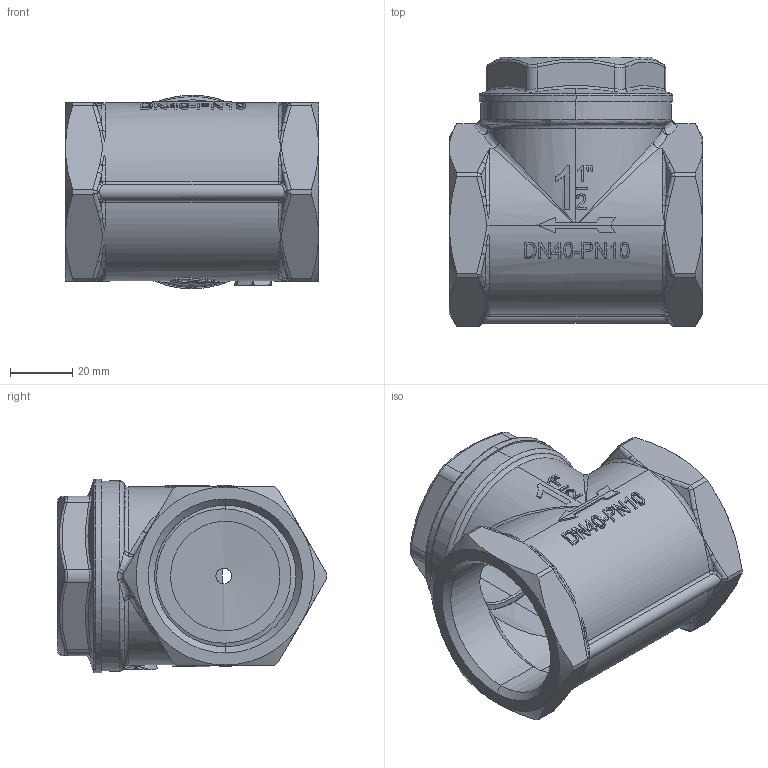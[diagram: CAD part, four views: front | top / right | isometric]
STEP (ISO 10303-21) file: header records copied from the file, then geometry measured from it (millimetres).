
FILE_DESCRIPTION (( 'STEP AP214' ), '1' );
FILE_NAME ('IT-SWING13008N.STEP', '2018-09-24T08:33:36', ( '' ), ( '' ), 'SwSTEP 2.0', 'SolidWorks 2018', '' );
FILE_SCHEMA (( 'AUTOMOTIVE_DESIGN' ));
Length unit declared in the file: millimetre
Products named in the file (1): IT-SWING13008N
Bounding box: 81 x 86.29 x 62 mm (x, y, z)
Surface area: 43400.4 mm2 (no closed solid volume)
Topology: 0 solids, 4 shells, 633 faces, 1655 edges, 1018 vertices
Faces by surface type: plane 235, bspline 217, cylinder 96, cone 50, torus 35
Entity records: 33169 total; most frequent: CARTESIAN_POINT 22101, ORIENTED_EDGE 3188, EDGE_CURVE 1613, B_SPLINE_CURVE_WITH_KNOTS 1507, VERTEX_POINT 1018, DIRECTION 834, EDGE_LOOP 674, FACE_OUTER_BOUND 633
